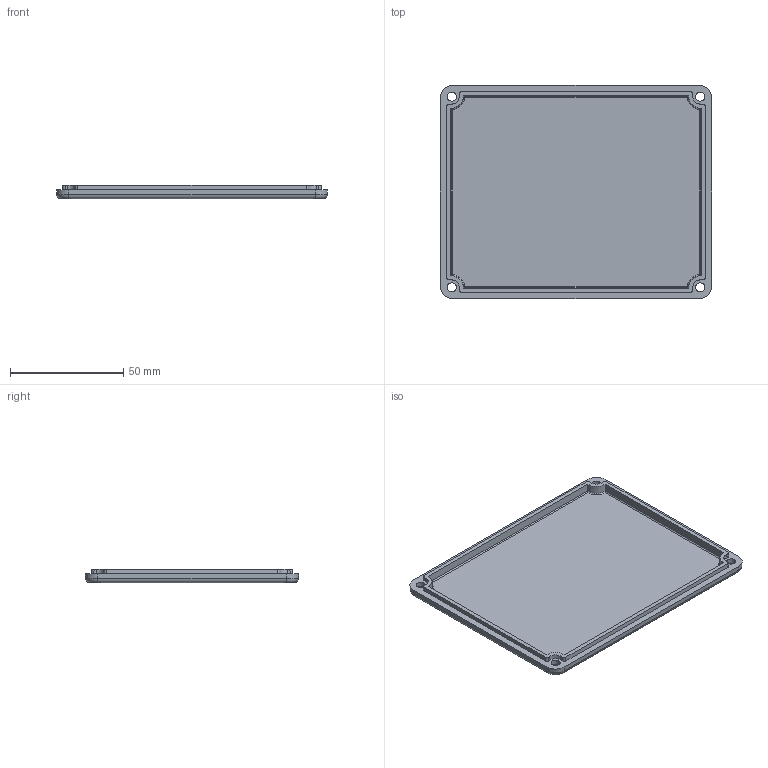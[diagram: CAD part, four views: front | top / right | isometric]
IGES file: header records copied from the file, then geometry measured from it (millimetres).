
Global section: file name: No Iges File Name specified; native system: Autodesk Inventor 2009; preprocessor: AutoDesk Inventor Iges Exporter R2009; author: tcook; date: 20090326.104946; units: millimetre
Bounding box: 119.5 x 94 x 6 mm (x, y, z)
Volume: 27079.2 mm3; surface area: 25918.7 mm2
Topology: 1 solids, 1 shells, 76 faces, 204 edges, 128 vertices
Faces by surface type: plane 24, bspline 20, cylinder 12, revolution 8, cone 8, torus 4
